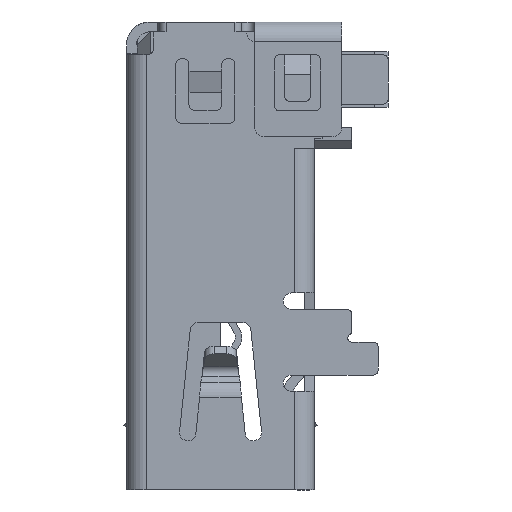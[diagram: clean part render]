
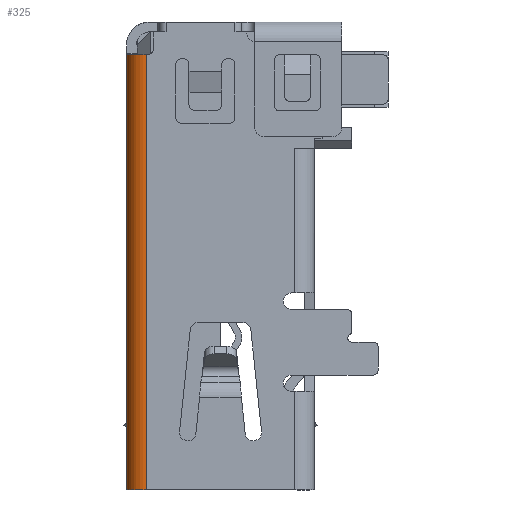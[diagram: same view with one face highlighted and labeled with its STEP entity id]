
A CAD part, left-side view. The second image highlights one B-rep face of the part: STEP entity #325.
In plain terms, the highlighted cylindrical face has radius 0.6 mm (diameter 1.2 mm), a partial arc.
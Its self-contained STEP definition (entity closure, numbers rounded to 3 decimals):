
#325=ADVANCED_FACE('',(#1357),#1358,.T.);
#1357=FACE_OUTER_BOUND('',#3001,.T.);
#1358=CYLINDRICAL_SURFACE('',#3002,0.6);
#3001=EDGE_LOOP('',(#7216,#7217,#7218,#7219));
#3002=AXIS2_PLACEMENT_3D('',#7220,#7221,#7222);
#7216=ORIENTED_EDGE('',*,*,#11069,.F.);
#7217=ORIENTED_EDGE('',*,*,#11468,.T.);
#7218=ORIENTED_EDGE('',*,*,#11586,.F.);
#7219=ORIENTED_EDGE('',*,*,#12021,.T.);
#7220=CARTESIAN_POINT('',(-5.95,4.82,0.0));
#7221=DIRECTION('',(0.0,0.0,-1.0));
#7222=DIRECTION('',(1.0,0.0,0.0));
#11069=EDGE_CURVE('',#13297,#13299,#13300,.T.);
#11468=EDGE_CURVE('',#13297,#14017,#14019,.T.);
#11586=EDGE_CURVE('',#14241,#14017,#14243,.T.);
#12021=EDGE_CURVE('',#14241,#13299,#14949,.T.);
#13297=VERTEX_POINT('',#16721);
#13299=VERTEX_POINT('',#16724);
#13300=CIRCLE('',#16725,0.6);
#14017=VERTEX_POINT('',#17756);
#14019=LINE('',#17759,#17760);
#14241=VERTEX_POINT('',#18057);
#14243=CIRCLE('',#18060,0.6);
#14949=LINE('',#19170,#19171);
#16721=CARTESIAN_POINT('',(-5.95,5.42,13.25));
#16724=CARTESIAN_POINT('',(-6.55,4.82,13.25));
#16725=AXIS2_PLACEMENT_3D('',#21849,#21850,#21851);
#17756=CARTESIAN_POINT('',(-5.95,5.42,0.0));
#17759=CARTESIAN_POINT('',(-5.95,5.42,13.25));
#17760=VECTOR('',#22458,13.25);
#18057=CARTESIAN_POINT('',(-6.55,4.82,0.0));
#18060=AXIS2_PLACEMENT_3D('',#22658,#22659,#22660);
#19170=CARTESIAN_POINT('',(-6.55,4.82,0.0));
#19171=VECTOR('',#23275,13.25);
#21849=CARTESIAN_POINT('',(-5.95,4.82,13.25));
#21850=DIRECTION('',(0.0,-0.0,1.0));
#21851=DIRECTION('',(0.0,1.0,0.0));
#22458=DIRECTION('',(0.0,0.0,-1.0));
#22658=CARTESIAN_POINT('',(-5.95,4.82,0.0));
#22659=DIRECTION('',(0.0,0.0,-1.0));
#22660=DIRECTION('',(-1.0,0.0,0.0));
#23275=DIRECTION('',(0.0,0.0,1.0));
